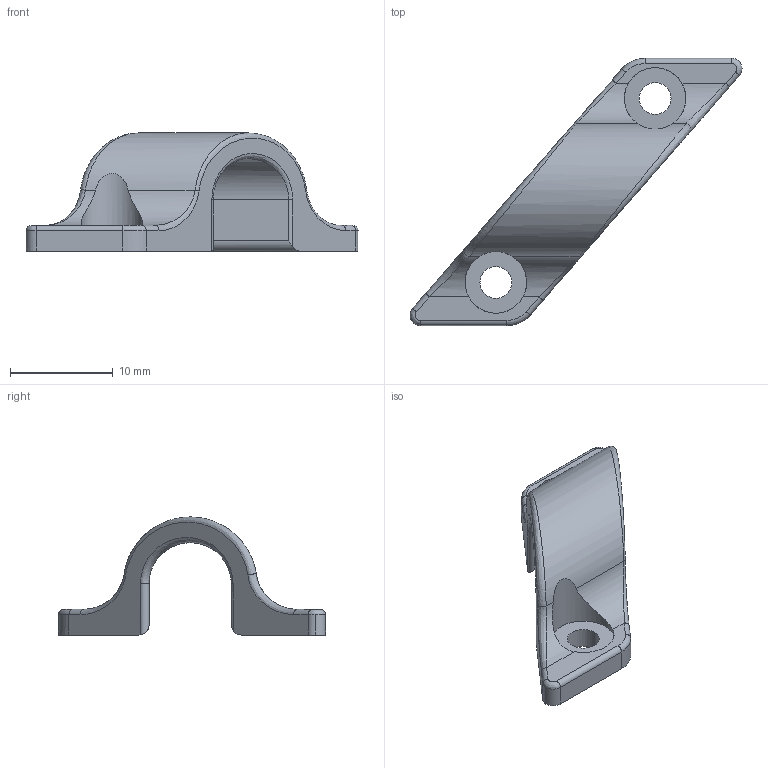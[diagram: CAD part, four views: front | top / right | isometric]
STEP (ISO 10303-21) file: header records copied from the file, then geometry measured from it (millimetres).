
FILE_DESCRIPTION (( 'STEP AP203' ), '1' );
FILE_NAME ('1243 - Heated bed Cable Clip.STEP', '2013-08-15T16:48:00', ( '' ), ( '' ), 'SwSTEP 2.0', 'SolidWorks 2013', '' );
FILE_SCHEMA (( 'CONFIG_CONTROL_DESIGN' ));
Length unit declared in the file: millimetre
Products named in the file (1): 1243 - Heated bed Cable Clip
Bounding box: 32.31 x 26 x 11.5 mm (x, y, z)
Volume: 1135 mm3; surface area: 1223.4 mm2
Topology: 1 solids, 1 shells, 55 faces, 147 edges, 94 vertices
Faces by surface type: cylinder 31, plane 12, bspline 12
Entity records: 2976 total; most frequent: CARTESIAN_POINT 1670, ORIENTED_EDGE 294, DIRECTION 201, EDGE_CURVE 147, VERTEX_POINT 94, AXIS2_PLACEMENT_3D 72, EDGE_LOOP 59, LINE 57
